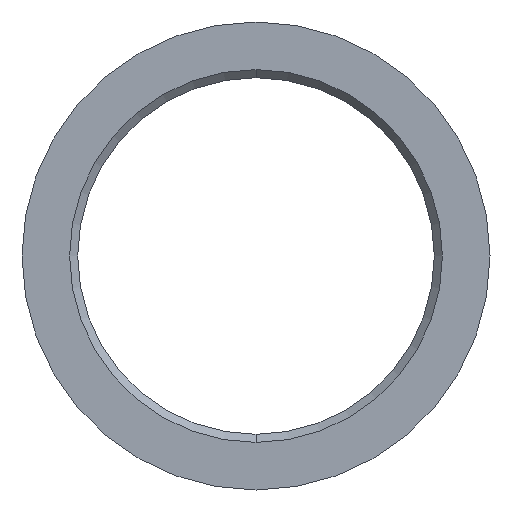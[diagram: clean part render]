
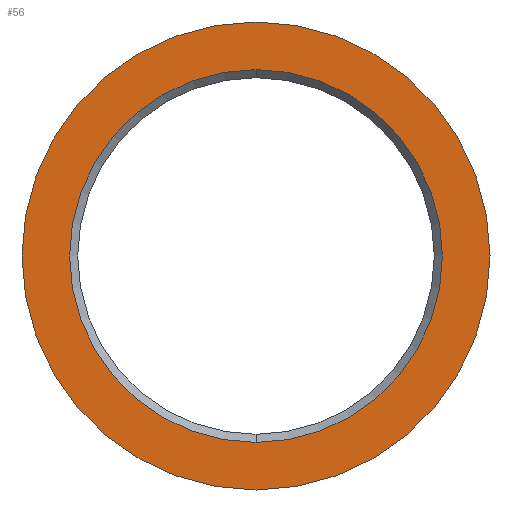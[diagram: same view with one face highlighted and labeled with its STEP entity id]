
A CAD part, front view. The second image highlights one B-rep face of the part: STEP entity #56.
In plain terms, the highlighted planar face has unit normal (0, -1, 0).
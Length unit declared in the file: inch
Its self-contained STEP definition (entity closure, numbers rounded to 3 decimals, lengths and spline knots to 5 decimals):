
#16 = DIRECTION ( 'NONE',  ( 0., 0., 1. ) ) ;
#26 = DIRECTION ( 'NONE',  ( 0., 0., 1. ) ) ;
#42 = ORIENTED_EDGE ( 'NONE', *, *, #432, .F. ) ;
#51 = AXIS2_PLACEMENT_3D ( 'NONE', #428, #132, #26 ) ;
#56 = ADVANCED_FACE ( 'NONE', ( #265, #109 ), #125, .F. ) ;
#64 = ORIENTED_EDGE ( 'NONE', *, *, #385, .T. ) ;
#82 = CARTESIAN_POINT ( 'NONE',  ( 0., 0., 0. ) ) ;
#90 = EDGE_CURVE ( 'NONE', #260, #148, #242, .T. ) ;
#109 = FACE_OUTER_BOUND ( 'NONE', #315, .T. ) ;
#111 = AXIS2_PLACEMENT_3D ( 'NONE', #180, #178, #175 ) ;
#114 = CARTESIAN_POINT ( 'NONE',  ( 0., 0., 0. ) ) ;
#119 = DIRECTION ( 'NONE',  ( 0., 1., 0. ) ) ;
#124 = EDGE_LOOP ( 'NONE', ( #64, #166 ) ) ;
#125 = PLANE ( 'NONE',  #350 ) ;
#132 = DIRECTION ( 'NONE',  ( 0., 1., 0. ) ) ;
#144 = EDGE_CURVE ( 'NONE', #263, #278, #353, .T. ) ;
#145 = DIRECTION ( 'NONE',  ( 0., 0., 1. ) ) ;
#148 = VERTEX_POINT ( 'NONE', #356 ) ;
#151 = CIRCLE ( 'NONE', #111, 0.5775 ) ;
#166 = ORIENTED_EDGE ( 'NONE', *, *, #90, .T. ) ;
#175 = DIRECTION ( 'NONE',  ( 0., 0., 1. ) ) ;
#178 = DIRECTION ( 'NONE',  ( 0., 1., 0. ) ) ;
#180 = CARTESIAN_POINT ( 'NONE',  ( 0., 0., 0. ) ) ;
#209 = AXIS2_PLACEMENT_3D ( 'NONE', #246, #244, #239 ) ;
#226 = CARTESIAN_POINT ( 'NONE',  ( 0., 0., -0.5775 ) ) ;
#239 = DIRECTION ( 'NONE',  ( 0., 0., 1. ) ) ;
#242 = CIRCLE ( 'NONE', #399, 0.46 ) ;
#244 = DIRECTION ( 'NONE',  ( 0., 1., 0. ) ) ;
#246 = CARTESIAN_POINT ( 'NONE',  ( 0., 0., 0. ) ) ;
#260 = VERTEX_POINT ( 'NONE', #332 ) ;
#263 = VERTEX_POINT ( 'NONE', #226 ) ;
#265 = FACE_BOUND ( 'NONE', #124, .T. ) ;
#270 = CIRCLE ( 'NONE', #209, 0.46 ) ;
#278 = VERTEX_POINT ( 'NONE', #330 ) ;
#315 = EDGE_LOOP ( 'NONE', ( #405, #42 ) ) ;
#330 = CARTESIAN_POINT ( 'NONE',  ( 0., 0., 0.5775 ) ) ;
#332 = CARTESIAN_POINT ( 'NONE',  ( 0., 0., 0.46 ) ) ;
#350 = AXIS2_PLACEMENT_3D ( 'NONE', #82, #354, #16 ) ;
#353 = CIRCLE ( 'NONE', #51, 0.5775 ) ;
#354 = DIRECTION ( 'NONE',  ( 0., 1., 0. ) ) ;
#356 = CARTESIAN_POINT ( 'NONE',  ( 0., 0., -0.46 ) ) ;
#385 = EDGE_CURVE ( 'NONE', #148, #260, #270, .T. ) ;
#399 = AXIS2_PLACEMENT_3D ( 'NONE', #114, #119, #145 ) ;
#405 = ORIENTED_EDGE ( 'NONE', *, *, #144, .F. ) ;
#428 = CARTESIAN_POINT ( 'NONE',  ( 0., 0., 0. ) ) ;
#432 = EDGE_CURVE ( 'NONE', #278, #263, #151, .T. ) ;
